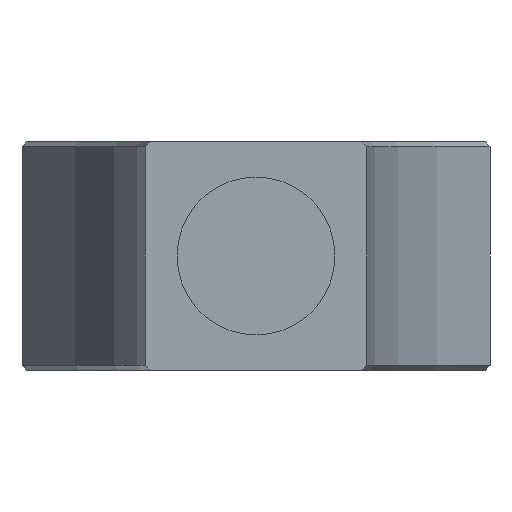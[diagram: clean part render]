
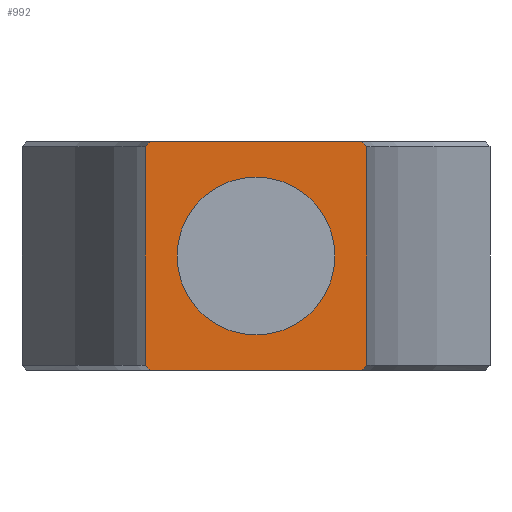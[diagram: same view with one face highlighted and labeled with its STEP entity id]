
A CAD part, front view. The second image highlights one B-rep face of the part: STEP entity #992.
In plain terms, the highlighted planar face has unit normal (0, -1, 0).
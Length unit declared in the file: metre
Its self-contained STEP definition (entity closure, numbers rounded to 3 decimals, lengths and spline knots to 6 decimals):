
#4 = ORIENTED_EDGE ( 'NONE', *, *, #848, .T. ) ;
#17 = LINE ( 'NONE', #1422, #1203 ) ;
#36 = EDGE_CURVE ( 'NONE', #998, #1415, #587, .T. ) ;
#43 = LINE ( 'NONE', #1109, #904 ) ;
#75 = DIRECTION ( 'NONE',  ( 0.707, 0., 0.707 ) ) ;
#106 = DIRECTION ( 'NONE',  ( 1., 0., 0. ) ) ;
#116 = VECTOR ( 'NONE', #1359, 1. ) ;
#138 = LINE ( 'NONE', #899, #727 ) ;
#148 = CARTESIAN_POINT ( 'NONE',  ( 0.00665, 0., 0.01377 ) ) ;
#178 = VECTOR ( 'NONE', #75, 1. ) ;
#179 = PLANE ( 'NONE',  #611 ) ;
#194 = CARTESIAN_POINT ( 'NONE',  ( 0., 0., 0.006885 ) ) ;
#197 = VERTEX_POINT ( 'NONE', #239 ) ;
#212 = DIRECTION ( 'NONE',  ( 0., -1., 0. ) ) ;
#239 = CARTESIAN_POINT ( 'NONE',  ( -0.00635, 0., 0. ) ) ;
#245 = VERTEX_POINT ( 'NONE', #1272 ) ;
#264 = CARTESIAN_POINT ( 'NONE',  ( -0.00475, 0., 0.006885 ) ) ;
#269 = EDGE_CURVE ( 'NONE', #1188, #197, #17, .T. ) ;
#273 = VECTOR ( 'NONE', #667, 1. ) ;
#316 = CARTESIAN_POINT ( 'NONE',  ( -0.042955, 0., -0.022835 ) ) ;
#319 = DIRECTION ( 'NONE',  ( -1., 0., 0. ) ) ;
#324 = CARTESIAN_POINT ( 'NONE',  ( 0.042955, 0., 0.036605 ) ) ;
#359 = CARTESIAN_POINT ( 'NONE',  ( 0.00665, 0., 0. ) ) ;
#376 = EDGE_CURVE ( 'NONE', #562, #1386, #876, .T. ) ;
#418 = EDGE_CURVE ( 'NONE', #245, #1415, #1056, .T. ) ;
#424 = VECTOR ( 'NONE', #1318, 1. ) ;
#428 = EDGE_CURVE ( 'NONE', #627, #1188, #1364, .T. ) ;
#436 = LINE ( 'NONE', #359, #116 ) ;
#487 = ORIENTED_EDGE ( 'NONE', *, *, #428, .T. ) ;
#490 = VERTEX_POINT ( 'NONE', #1078 ) ;
#507 = CARTESIAN_POINT ( 'NONE',  ( 0.00665, 0., 0.0003 ) ) ;
#525 = EDGE_CURVE ( 'NONE', #989, #490, #138, .T. ) ;
#544 = DIRECTION ( 'NONE',  ( 0., 1., 0. ) ) ;
#548 = DIRECTION ( 'NONE',  ( -0.707, 0., 0.707 ) ) ;
#562 = VERTEX_POINT ( 'NONE', #1133 ) ;
#566 = ORIENTED_EDGE ( 'NONE', *, *, #376, .F. ) ;
#587 = LINE ( 'NONE', #148, #273 ) ;
#588 = EDGE_CURVE ( 'NONE', #197, #245, #436, .T. ) ;
#611 = AXIS2_PLACEMENT_3D ( 'NONE', #1210, #544, #1327 ) ;
#627 = VERTEX_POINT ( 'NONE', #804 ) ;
#667 = DIRECTION ( 'NONE',  ( 0., 0., -1. ) ) ;
#703 = ORIENTED_EDGE ( 'NONE', *, *, #269, .T. ) ;
#727 = VECTOR ( 'NONE', #106, 1. ) ;
#744 = EDGE_CURVE ( 'NONE', #1386, #562, #868, .T. ) ;
#749 = VECTOR ( 'NONE', #857, 1. ) ;
#752 = CARTESIAN_POINT ( 'NONE',  ( -0.00665, 0., 0.01377 ) ) ;
#765 = CARTESIAN_POINT ( 'NONE',  ( -0.00665, 0., 0.0003 ) ) ;
#772 = CARTESIAN_POINT ( 'NONE',  ( 0.00665, 0., 0.01347 ) ) ;
#804 = CARTESIAN_POINT ( 'NONE',  ( -0.00665, 0., 0.01347 ) ) ;
#848 = EDGE_CURVE ( 'NONE', #989, #627, #1050, .T. ) ;
#857 = DIRECTION ( 'NONE',  ( -0.707, 0., -0.707 ) ) ;
#868 = CIRCLE ( 'NONE', #1346, 0.00475 ) ;
#876 = CIRCLE ( 'NONE', #1147, 0.00475 ) ;
#878 = CARTESIAN_POINT ( 'NONE',  ( -0.00635, 0., 0.01377 ) ) ;
#886 = ORIENTED_EDGE ( 'NONE', *, *, #418, .T. ) ;
#899 = CARTESIAN_POINT ( 'NONE',  ( 0.00665, 0., 0.01377 ) ) ;
#904 = VECTOR ( 'NONE', #548, 1. ) ;
#906 = CARTESIAN_POINT ( 'NONE',  ( 0., 0., 0.006885 ) ) ;
#950 = FACE_BOUND ( 'NONE', #1108, .T. ) ;
#989 = VERTEX_POINT ( 'NONE', #878 ) ;
#992 = ADVANCED_FACE ( 'NONE', ( #1477, #950 ), #179, .F. ) ;
#996 = DIRECTION ( 'NONE',  ( 0., -1., 0. ) ) ;
#998 = VERTEX_POINT ( 'NONE', #772 ) ;
#1012 = DIRECTION ( 'NONE',  ( -1., 0., 0. ) ) ;
#1050 = LINE ( 'NONE', #316, #749 ) ;
#1051 = EDGE_CURVE ( 'NONE', #998, #490, #43, .T. ) ;
#1056 = LINE ( 'NONE', #324, #178 ) ;
#1057 = ORIENTED_EDGE ( 'NONE', *, *, #525, .F. ) ;
#1062 = ORIENTED_EDGE ( 'NONE', *, *, #744, .F. ) ;
#1078 = CARTESIAN_POINT ( 'NONE',  ( 0.00635, 0., 0.01377 ) ) ;
#1084 = DIRECTION ( 'NONE',  ( 0.707, 0., -0.707 ) ) ;
#1108 = EDGE_LOOP ( 'NONE', ( #1062, #566 ) ) ;
#1109 = CARTESIAN_POINT ( 'NONE',  ( 0.042955, 0., -0.022835 ) ) ;
#1133 = CARTESIAN_POINT ( 'NONE',  ( 0.00475, 0., 0.006885 ) ) ;
#1147 = AXIS2_PLACEMENT_3D ( 'NONE', #194, #996, #319 ) ;
#1188 = VERTEX_POINT ( 'NONE', #765 ) ;
#1199 = EDGE_LOOP ( 'NONE', ( #487, #703, #1249, #886, #1306, #1351, #1057, #4 ) ) ;
#1203 = VECTOR ( 'NONE', #1084, 1. ) ;
#1210 = CARTESIAN_POINT ( 'NONE',  ( 0.00665, 0., 0.01377 ) ) ;
#1249 = ORIENTED_EDGE ( 'NONE', *, *, #588, .T. ) ;
#1272 = CARTESIAN_POINT ( 'NONE',  ( 0.00635, 0., 0. ) ) ;
#1306 = ORIENTED_EDGE ( 'NONE', *, *, #36, .F. ) ;
#1318 = DIRECTION ( 'NONE',  ( 0., 0., -1. ) ) ;
#1327 = DIRECTION ( 'NONE',  ( -1., 0., 0. ) ) ;
#1346 = AXIS2_PLACEMENT_3D ( 'NONE', #906, #212, #1012 ) ;
#1351 = ORIENTED_EDGE ( 'NONE', *, *, #1051, .T. ) ;
#1359 = DIRECTION ( 'NONE',  ( 1., 0., 0. ) ) ;
#1364 = LINE ( 'NONE', #752, #424 ) ;
#1386 = VERTEX_POINT ( 'NONE', #264 ) ;
#1415 = VERTEX_POINT ( 'NONE', #507 ) ;
#1422 = CARTESIAN_POINT ( 'NONE',  ( -0.042955, 0., 0.036605 ) ) ;
#1477 = FACE_OUTER_BOUND ( 'NONE', #1199, .T. ) ;
